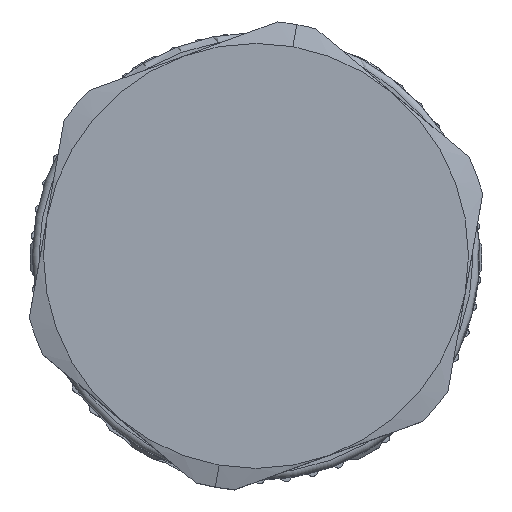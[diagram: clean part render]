
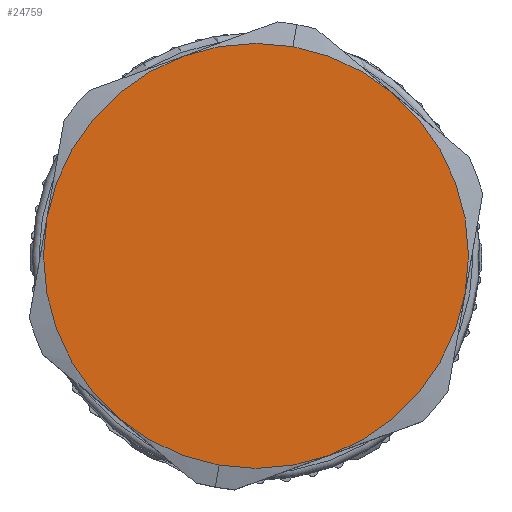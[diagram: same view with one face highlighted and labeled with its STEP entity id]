
A CAD part, top view. The second image highlights one B-rep face of the part: STEP entity #24759.
In plain terms, the highlighted planar face has unit normal (0, 0, 1).
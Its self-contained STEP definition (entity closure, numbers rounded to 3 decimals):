
#24593=AXIS2_PLACEMENT_3D('Circle Axis2P3D',#24591,#24592,$) ;
#24618=AXIS2_PLACEMENT_3D('Circle Axis2P3D',#24616,#24617,$) ;
#24636=AXIS2_PLACEMENT_3D('Circle Axis2P3D',#24634,#24635,$) ;
#24654=AXIS2_PLACEMENT_3D('Circle Axis2P3D',#24652,#24653,$) ;
#24672=AXIS2_PLACEMENT_3D('Circle Axis2P3D',#24670,#24671,$) ;
#24697=AXIS2_PLACEMENT_3D('Circle Axis2P3D',#24695,#24696,$) ;
#24715=AXIS2_PLACEMENT_3D('Circle Axis2P3D',#24713,#24714,$) ;
#24733=AXIS2_PLACEMENT_3D('Circle Axis2P3D',#24731,#24732,$) ;
#24747=AXIS2_PLACEMENT_3D('Plane Axis2P3D',#24744,#24745,#24746) ;
#24164=CARTESIAN_POINT('Vertex',(13.381,1.53,65.)) ;
#24260=CARTESIAN_POINT('Vertex',(4.026,3.18,65.)) ;
#24324=CARTESIAN_POINT('Vertex',(0.776,12.107,65.)) ;
#24388=CARTESIAN_POINT('Vertex',(6.883,19.384,65.)) ;
#24477=CARTESIAN_POINT('Vertex',(16.238,17.734,65.)) ;
#24541=CARTESIAN_POINT('Vertex',(19.488,8.807,65.)) ;
#24591=CARTESIAN_POINT('Axis2P3D Location',(10.132,10.457,65.)) ;
#24613=CARTESIAN_POINT('Vertex',(8.482,1.101,65.)) ;
#24616=CARTESIAN_POINT('Axis2P3D Location',(10.132,10.457,65.)) ;
#24634=CARTESIAN_POINT('Axis2P3D Location',(10.132,10.457,65.)) ;
#24652=CARTESIAN_POINT('Axis2P3D Location',(10.132,10.457,65.)) ;
#24670=CARTESIAN_POINT('Axis2P3D Location',(10.132,10.457,65.)) ;
#24692=CARTESIAN_POINT('Vertex',(11.782,19.813,65.)) ;
#24695=CARTESIAN_POINT('Axis2P3D Location',(10.132,10.457,65.)) ;
#24713=CARTESIAN_POINT('Axis2P3D Location',(10.132,10.457,65.)) ;
#24731=CARTESIAN_POINT('Axis2P3D Location',(10.132,10.457,65.)) ;
#24744=CARTESIAN_POINT('Axis2P3D Location',(10.132,10.457,65.)) ;
#24592=DIRECTION('Axis2P3D Direction',(0.,0.,-1.)) ;
#24617=DIRECTION('Axis2P3D Direction',(0.,0.,-1.)) ;
#24635=DIRECTION('Axis2P3D Direction',(0.,0.,-1.)) ;
#24653=DIRECTION('Axis2P3D Direction',(0.,0.,-1.)) ;
#24671=DIRECTION('Axis2P3D Direction',(0.,0.,-1.)) ;
#24696=DIRECTION('Axis2P3D Direction',(0.,0.,-1.)) ;
#24714=DIRECTION('Axis2P3D Direction',(0.,0.,-1.)) ;
#24732=DIRECTION('Axis2P3D Direction',(0.,0.,-1.)) ;
#24745=DIRECTION('Axis2P3D Direction',(0.,-0.,1.)) ;
#24746=DIRECTION('Axis2P3D XDirection',(0.174,0.985,0.)) ;
#24750=ORIENTED_EDGE('',*,*,#24595,.T.) ;
#24751=ORIENTED_EDGE('',*,*,#24735,.T.) ;
#24752=ORIENTED_EDGE('',*,*,#24717,.T.) ;
#24753=ORIENTED_EDGE('',*,*,#24699,.T.) ;
#24754=ORIENTED_EDGE('',*,*,#24674,.T.) ;
#24755=ORIENTED_EDGE('',*,*,#24656,.T.) ;
#24756=ORIENTED_EDGE('',*,*,#24638,.T.) ;
#24757=ORIENTED_EDGE('',*,*,#24620,.T.) ;
#24759=ADVANCED_FACE('Hauptk\X2\00F6\X0\rper',(#24758),#24748,.T.) ;
#24594=CIRCLE('generated circle',#24593,9.5) ;
#24619=CIRCLE('generated circle',#24618,9.5) ;
#24637=CIRCLE('generated circle',#24636,9.5) ;
#24655=CIRCLE('generated circle',#24654,9.5) ;
#24673=CIRCLE('generated circle',#24672,9.5) ;
#24698=CIRCLE('generated circle',#24697,9.5) ;
#24716=CIRCLE('generated circle',#24715,9.5) ;
#24734=CIRCLE('generated circle',#24733,9.5) ;
#24595=EDGE_CURVE('',#24165,#24542,#24594,.F.) ;
#24620=EDGE_CURVE('',#24614,#24165,#24619,.F.) ;
#24638=EDGE_CURVE('',#24261,#24614,#24637,.F.) ;
#24656=EDGE_CURVE('',#24325,#24261,#24655,.F.) ;
#24674=EDGE_CURVE('',#24389,#24325,#24673,.F.) ;
#24699=EDGE_CURVE('',#24693,#24389,#24698,.F.) ;
#24717=EDGE_CURVE('',#24478,#24693,#24716,.F.) ;
#24735=EDGE_CURVE('',#24542,#24478,#24734,.F.) ;
#24749=EDGE_LOOP('',(#24750,#24751,#24752,#24753,#24754,#24755,#24756,#24757)) ;
#24758=FACE_OUTER_BOUND('',#24749,.T.) ;
#24748=PLANE('',#24747) ;
#24165=VERTEX_POINT('',#24164) ;
#24261=VERTEX_POINT('',#24260) ;
#24325=VERTEX_POINT('',#24324) ;
#24389=VERTEX_POINT('',#24388) ;
#24478=VERTEX_POINT('',#24477) ;
#24542=VERTEX_POINT('',#24541) ;
#24614=VERTEX_POINT('',#24613) ;
#24693=VERTEX_POINT('',#24692) ;
